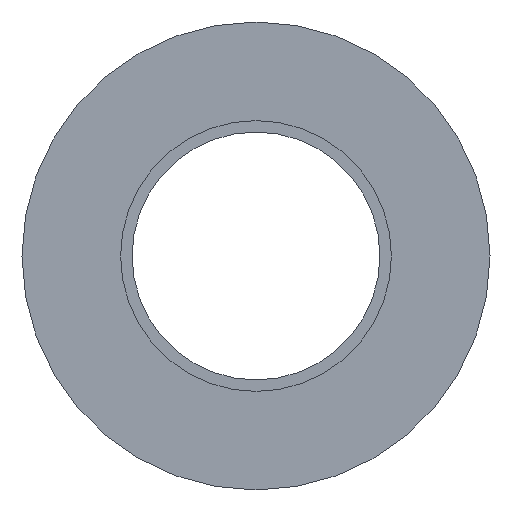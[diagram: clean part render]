
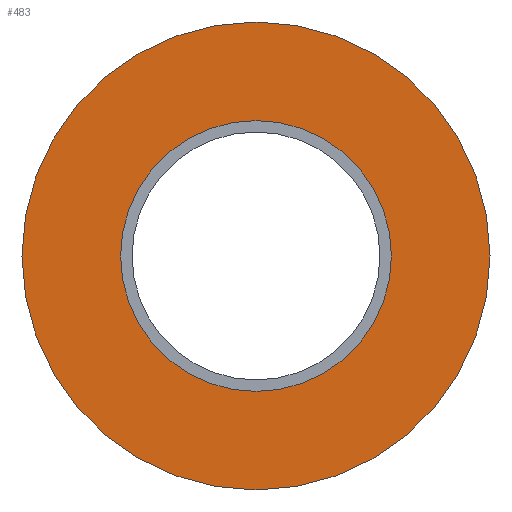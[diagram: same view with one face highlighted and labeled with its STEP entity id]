
A CAD part, front view. The second image highlights one B-rep face of the part: STEP entity #483.
In plain terms, the highlighted planar face has unit normal (0, -1, 0).
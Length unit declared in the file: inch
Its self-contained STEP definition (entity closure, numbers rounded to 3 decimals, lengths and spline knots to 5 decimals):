
#29 = EDGE_CURVE ( 'NONE', #1993, #2029, #2004, .T. ) ;
#99 = EDGE_CURVE ( 'NONE', #2385, #2239, #2806, .T. ) ;
#145 = EDGE_CURVE ( 'NONE', #2029, #1993, #2544, .T. ) ;
#214 = AXIS2_PLACEMENT_3D ( 'NONE', #991, #986, #985 ) ;
#267 = EDGE_CURVE ( 'NONE', #2239, #2385, #2795, .T. ) ;
#360 = AXIS2_PLACEMENT_3D ( 'NONE', #646, #645, #644 ) ;
#386 = AXIS2_PLACEMENT_3D ( 'NONE', #1566, #1565, #1564 ) ;
#408 = AXIS2_PLACEMENT_3D ( 'NONE', #881, #880, #879 ) ;
#415 = AXIS2_PLACEMENT_3D ( 'NONE', #1642, #1639, #1637 ) ;
#483 = ADVANCED_FACE ( 'NONE', ( #2605, #2597 ), #993, .F. ) ;
#644 = DIRECTION ( 'NONE',  ( 1., 0., 0. ) ) ;
#645 = DIRECTION ( 'NONE',  ( 0., -1., 0. ) ) ;
#646 = CARTESIAN_POINT ( 'NONE',  ( 0., -0.191, 0. ) ) ;
#879 = DIRECTION ( 'NONE',  ( 1., 0., 0. ) ) ;
#880 = DIRECTION ( 'NONE',  ( 0., 1., 0. ) ) ;
#881 = CARTESIAN_POINT ( 'NONE',  ( 0., -0.191, 0. ) ) ;
#985 = DIRECTION ( 'NONE',  ( -1., 0., 0. ) ) ;
#986 = DIRECTION ( 'NONE',  ( 0., 1., 0. ) ) ;
#991 = CARTESIAN_POINT ( 'NONE',  ( -0.59, -0.191, 0. ) ) ;
#993 = PLANE ( 'NONE',  #214 ) ;
#1119 = CARTESIAN_POINT ( 'NONE',  ( 0.3415, -0.191, 0. ) ) ;
#1324 = CARTESIAN_POINT ( 'NONE',  ( 0.59, -0.191, 0. ) ) ;
#1330 = CARTESIAN_POINT ( 'NONE',  ( -0.3415, -0.191, 0. ) ) ;
#1427 = CARTESIAN_POINT ( 'NONE',  ( -0.59, -0.191, 0. ) ) ;
#1564 = DIRECTION ( 'NONE',  ( 1., 0., 0. ) ) ;
#1565 = DIRECTION ( 'NONE',  ( 0., -1., 0. ) ) ;
#1566 = CARTESIAN_POINT ( 'NONE',  ( 0., -0.191, 0. ) ) ;
#1637 = DIRECTION ( 'NONE',  ( 1., 0., 0. ) ) ;
#1639 = DIRECTION ( 'NONE',  ( 0., 1., 0. ) ) ;
#1642 = CARTESIAN_POINT ( 'NONE',  ( 0., -0.191, 0. ) ) ;
#1703 = ORIENTED_EDGE ( 'NONE', *, *, #145, .F. ) ;
#1755 = ORIENTED_EDGE ( 'NONE', *, *, #267, .F. ) ;
#1791 = ORIENTED_EDGE ( 'NONE', *, *, #99, .F. ) ;
#1993 = VERTEX_POINT ( 'NONE', #1324 ) ;
#2004 = CIRCLE ( 'NONE', #408, 0.59 ) ;
#2006 = ORIENTED_EDGE ( 'NONE', *, *, #29, .F. ) ;
#2029 = VERTEX_POINT ( 'NONE', #1427 ) ;
#2110 = EDGE_LOOP ( 'NONE', ( #1791, #1755 ) ) ;
#2239 = VERTEX_POINT ( 'NONE', #1330 ) ;
#2273 = EDGE_LOOP ( 'NONE', ( #2006, #1703 ) ) ;
#2385 = VERTEX_POINT ( 'NONE', #1119 ) ;
#2544 = CIRCLE ( 'NONE', #415, 0.59 ) ;
#2597 = FACE_BOUND ( 'NONE', #2110, .T. ) ;
#2605 = FACE_OUTER_BOUND ( 'NONE', #2273, .T. ) ;
#2795 = CIRCLE ( 'NONE', #386, 0.3415 ) ;
#2806 = CIRCLE ( 'NONE', #360, 0.3415 ) ;
